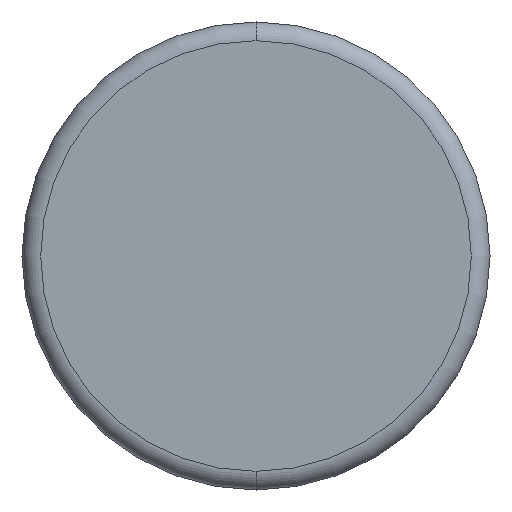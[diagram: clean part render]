
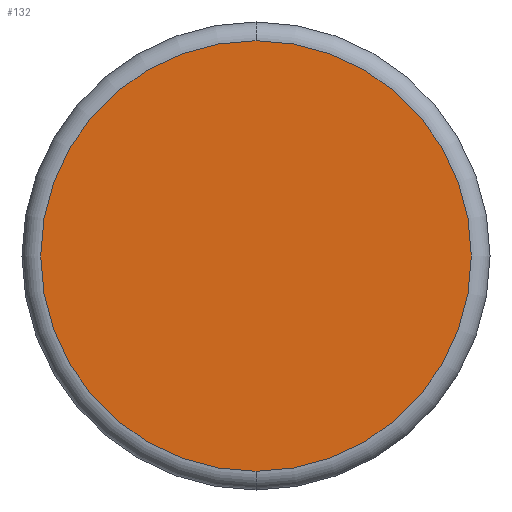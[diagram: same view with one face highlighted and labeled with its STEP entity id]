
A CAD part, front view. The second image highlights one B-rep face of the part: STEP entity #132.
In plain terms, the highlighted planar face has unit normal (0, -1, 0).
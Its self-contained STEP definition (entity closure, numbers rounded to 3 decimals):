
#32 = AXIS2_PLACEMENT_3D ( 'NONE', #111, #144, #116 ) ;
#70 = CIRCLE ( 'NONE', #32, 11.5 ) ;
#81 = FACE_OUTER_BOUND ( 'NONE', #300, .T. ) ;
#111 = CARTESIAN_POINT ( 'NONE',  ( 0., 0., 0. ) ) ;
#116 = DIRECTION ( 'NONE',  ( 0., 0., -1. ) ) ;
#132 = ADVANCED_FACE ( 'NONE', ( #81 ), #195, .T. ) ;
#139 = DIRECTION ( 'NONE',  ( 0., 0., -1. ) ) ;
#144 = DIRECTION ( 'NONE',  ( 0., -1., 0. ) ) ;
#161 = ORIENTED_EDGE ( 'NONE', *, *, #269, .T. ) ;
#183 = ORIENTED_EDGE ( 'NONE', *, *, #263, .T. ) ;
#191 = CARTESIAN_POINT ( 'NONE',  ( 0., 0., -11.5 ) ) ;
#195 = PLANE ( 'NONE',  #326 ) ;
#197 = DIRECTION ( 'NONE',  ( 0., -1., 0. ) ) ;
#204 = DIRECTION ( 'NONE',  ( 0., 0., -1. ) ) ;
#231 = CARTESIAN_POINT ( 'NONE',  ( 0., 0., 0. ) ) ;
#242 = VERTEX_POINT ( 'NONE', #191 ) ;
#263 = EDGE_CURVE ( 'NONE', #242, #321, #70, .T. ) ;
#269 = EDGE_CURVE ( 'NONE', #321, #242, #342, .T. ) ;
#282 = AXIS2_PLACEMENT_3D ( 'NONE', #331, #197, #139 ) ;
#291 = DIRECTION ( 'NONE',  ( 0., -1., 0. ) ) ;
#300 = EDGE_LOOP ( 'NONE', ( #183, #161 ) ) ;
#321 = VERTEX_POINT ( 'NONE', #365 ) ;
#326 = AXIS2_PLACEMENT_3D ( 'NONE', #231, #291, #204 ) ;
#331 = CARTESIAN_POINT ( 'NONE',  ( 0., 0., 0. ) ) ;
#342 = CIRCLE ( 'NONE', #282, 11.5 ) ;
#365 = CARTESIAN_POINT ( 'NONE',  ( 0., 0., 11.5 ) ) ;
